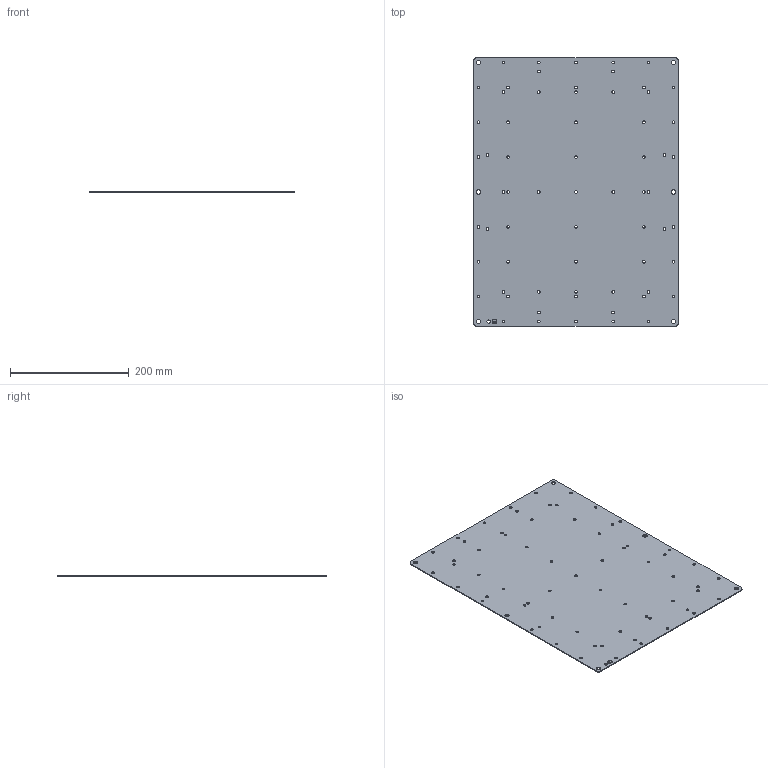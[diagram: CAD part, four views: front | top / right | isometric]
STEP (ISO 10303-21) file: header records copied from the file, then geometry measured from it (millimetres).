
FILE_DESCRIPTION(('CATIA V5 STEP Exchange','CAx-IF Rec.Pracs.--- Model Styling and Organization---1.4--- 2014-01-23'),'2;1');
FILE_NAME ('1877175-3_0_8000115916_8000115916_KTB_MOPL_5040_MSZN_H.stp','2023-05-15T07:34:42+00:00',('none'),('Weidmueller'),'CATIA Version 5-6 Release 2016 SP3 HF44','CATIA V5 STEP AP214','none');
FILE_SCHEMA(('AUTOMOTIVE_DESIGN { 1 0 10303 214 1 1 1 1 }'));
Length unit declared in the file: millimetre
Products named in the file (1): 8000115916_KTB_MOPL_5040_MSZN_H
Bounding box: 345 x 453 x 1.5 mm (x, y, z)
Volume: 232435.4 mm3; surface area: 313915.5 mm2
Topology: 1 solids, 1 shells, 179 faces, 520 edges, 349 vertices
Faces by surface type: cylinder 152, plane 27
Entity records: 6323 total; most frequent: CARTESIAN_POINT 1096, ORIENTED_EDGE 1032, DIRECTION 874, EDGE_CURVE 516, AXIS2_PLACEMENT_3D 480, VERTEX_POINT 344, EDGE_LOOP 328, CIRCLE 300
